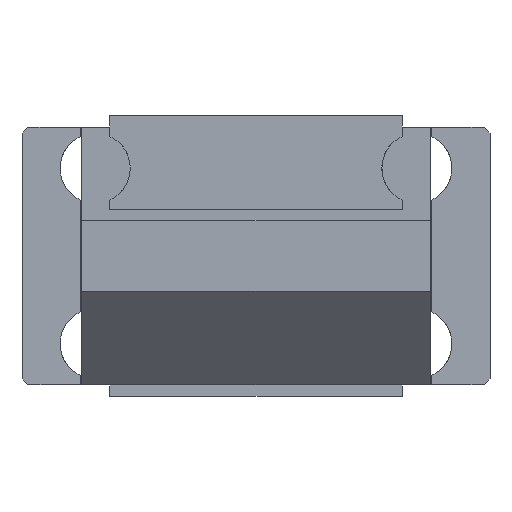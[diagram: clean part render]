
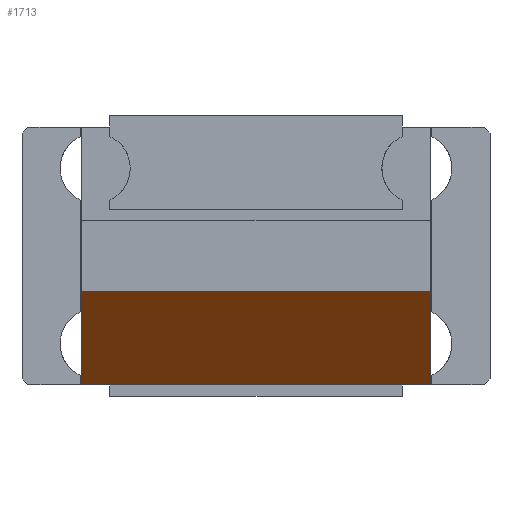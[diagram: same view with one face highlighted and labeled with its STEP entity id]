
A CAD part, front view. The second image highlights one B-rep face of the part: STEP entity #1713.
In plain terms, the highlighted planar face has unit normal (0, -0.707, -0.707).
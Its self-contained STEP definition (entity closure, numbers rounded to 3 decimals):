
#90=PLANE('',#1950);
#244=FACE_OUTER_BOUND('',#377,.T.);
#377=EDGE_LOOP('',(#1558,#1559,#1560,#1561));
#510=LINE('',#3294,#651);
#511=LINE('',#3296,#652);
#512=LINE('',#3298,#653);
#513=LINE('',#3299,#654);
#651=VECTOR('',#2400,11.314);
#652=VECTOR('',#2401,29.8);
#653=VECTOR('',#2402,11.314);
#654=VECTOR('',#2403,29.8);
#882=VERTEX_POINT('',#3292);
#883=VERTEX_POINT('',#3293);
#884=VERTEX_POINT('',#3295);
#885=VERTEX_POINT('',#3297);
#1110=EDGE_CURVE('',#882,#883,#510,.T.);
#1111=EDGE_CURVE('',#883,#884,#511,.T.);
#1112=EDGE_CURVE('',#884,#885,#512,.T.);
#1113=EDGE_CURVE('',#885,#882,#513,.T.);
#1558=ORIENTED_EDGE('',*,*,#1110,.T.);
#1559=ORIENTED_EDGE('',*,*,#1111,.T.);
#1560=ORIENTED_EDGE('',*,*,#1112,.T.);
#1561=ORIENTED_EDGE('',*,*,#1113,.T.);
#1713=ADVANCED_FACE('',(#244),#90,.T.);
#1950=AXIS2_PLACEMENT_3D('',#3291,#2398,#2399);
#2398=DIRECTION('center_axis',(0.,-0.707,-0.707));
#2399=DIRECTION('ref_axis',(-1.,0.,0.));
#2400=DIRECTION('',(0.,0.707,-0.707));
#2401=DIRECTION('',(1.,0.,0.));
#2402=DIRECTION('',(0.,-0.707,0.707));
#2403=DIRECTION('',(-1.,0.,0.));
#3291=CARTESIAN_POINT('Origin',(15.,-3.,-3.));
#3292=CARTESIAN_POINT('',(-14.8,-7.,1.));
#3293=CARTESIAN_POINT('',(-14.8,1.,-7.));
#3294=CARTESIAN_POINT('',(-14.8,-7.,1.));
#3295=CARTESIAN_POINT('',(15.,1.,-7.));
#3296=CARTESIAN_POINT('',(-14.8,1.,-7.));
#3297=CARTESIAN_POINT('',(15.,-7.,1.));
#3298=CARTESIAN_POINT('',(15.,1.,-7.));
#3299=CARTESIAN_POINT('',(15.,-7.,1.));
